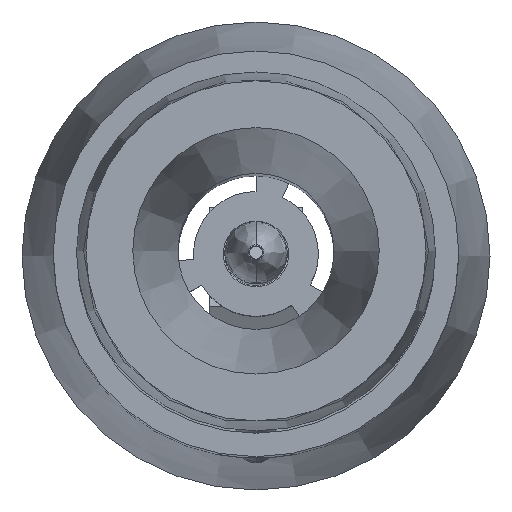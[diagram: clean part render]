
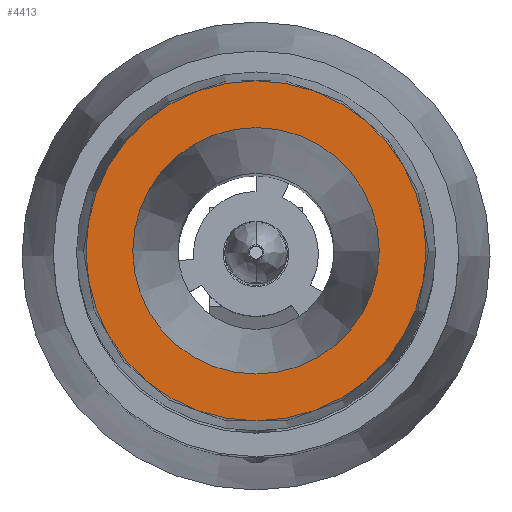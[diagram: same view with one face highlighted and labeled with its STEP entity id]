
A CAD part, top view. The second image highlights one B-rep face of the part: STEP entity #4413.
In plain terms, the highlighted planar face has unit normal (0, 0, 1).
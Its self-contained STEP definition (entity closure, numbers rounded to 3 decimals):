
#4258 = CONICAL_SURFACE('',#4259,5.,0.144);
#4259 = AXIS2_PLACEMENT_3D('',#4260,#4261,#4262);
#4260 = CARTESIAN_POINT('',(3.,-3.,108.));
#4261 = DIRECTION('',(0.,0.,1.));
#4262 = DIRECTION('',(1.,0.,0.));
#4327 = EDGE_CURVE('',#4328,#4328,#4330,.T.);
#4328 = VERTEX_POINT('',#4329);
#4329 = CARTESIAN_POINT('',(10.9,-3.,128.));
#4330 = SURFACE_CURVE('',#4331,(#4336,#4343),.PCURVE_S1.);
#4331 = CIRCLE('',#4332,7.9);
#4332 = AXIS2_PLACEMENT_3D('',#4333,#4334,#4335);
#4333 = CARTESIAN_POINT('',(3.,-3.,128.));
#4334 = DIRECTION('',(0.,0.,1.));
#4335 = DIRECTION('',(1.,0.,0.));
#4336 = PCURVE('',#4258,#4337);
#4337 = DEFINITIONAL_REPRESENTATION('',(#4338),#4342);
#4338 = LINE('',#4339,#4340);
#4339 = CARTESIAN_POINT('',(0.,20.));
#4340 = VECTOR('',#4341,1.);
#4341 = DIRECTION('',(1.,0.));
#4342 = ( GEOMETRIC_REPRESENTATION_CONTEXT(2) 
PARAMETRIC_REPRESENTATION_CONTEXT() REPRESENTATION_CONTEXT('2D SPACE',''
  ) );
#4343 = PCURVE('',#4344,#4349);
#4344 = PLANE('',#4345);
#4345 = AXIS2_PLACEMENT_3D('',#4346,#4347,#4348);
#4346 = CARTESIAN_POINT('',(3.,-3.,128.));
#4347 = DIRECTION('',(0.,0.,1.));
#4348 = DIRECTION('',(1.,0.,0.));
#4349 = DEFINITIONAL_REPRESENTATION('',(#4350),#4354);
#4350 = CIRCLE('',#4351,7.9);
#4351 = AXIS2_PLACEMENT_2D('',#4352,#4353);
#4352 = CARTESIAN_POINT('',(0.,0.));
#4353 = DIRECTION('',(1.,0.));
#4354 = ( GEOMETRIC_REPRESENTATION_CONTEXT(2) 
PARAMETRIC_REPRESENTATION_CONTEXT() REPRESENTATION_CONTEXT('2D SPACE',''
  ) );
#4402 = CONICAL_SURFACE('',#4403,11.5,0.03);
#4403 = AXIS2_PLACEMENT_3D('',#4404,#4405,#4406);
#4404 = CARTESIAN_POINT('',(3.,-3.,108.));
#4405 = DIRECTION('',(-0.,-0.,-1.));
#4406 = DIRECTION('',(1.,0.,0.));
#4413 = ADVANCED_FACE('',(#4414,#4440),#4344,.T.);
#4414 = FACE_BOUND('',#4415,.T.);
#4415 = EDGE_LOOP('',(#4416));
#4416 = ORIENTED_EDGE('',*,*,#4417,.T.);
#4417 = EDGE_CURVE('',#4418,#4418,#4420,.T.);
#4418 = VERTEX_POINT('',#4419);
#4419 = CARTESIAN_POINT('',(13.9,-3.,128.));
#4420 = SURFACE_CURVE('',#4421,(#4426,#4433),.PCURVE_S1.);
#4421 = CIRCLE('',#4422,10.9);
#4422 = AXIS2_PLACEMENT_3D('',#4423,#4424,#4425);
#4423 = CARTESIAN_POINT('',(3.,-3.,128.));
#4424 = DIRECTION('',(0.,0.,1.));
#4425 = DIRECTION('',(1.,0.,0.));
#4426 = PCURVE('',#4344,#4427);
#4427 = DEFINITIONAL_REPRESENTATION('',(#4428),#4432);
#4428 = CIRCLE('',#4429,10.9);
#4429 = AXIS2_PLACEMENT_2D('',#4430,#4431);
#4430 = CARTESIAN_POINT('',(0.,0.));
#4431 = DIRECTION('',(1.,0.));
#4432 = ( GEOMETRIC_REPRESENTATION_CONTEXT(2) 
PARAMETRIC_REPRESENTATION_CONTEXT() REPRESENTATION_CONTEXT('2D SPACE',''
  ) );
#4433 = PCURVE('',#4402,#4434);
#4434 = DEFINITIONAL_REPRESENTATION('',(#4435),#4439);
#4435 = LINE('',#4436,#4437);
#4436 = CARTESIAN_POINT('',(-0.,-20.));
#4437 = VECTOR('',#4438,1.);
#4438 = DIRECTION('',(-1.,-0.));
#4439 = ( GEOMETRIC_REPRESENTATION_CONTEXT(2) 
PARAMETRIC_REPRESENTATION_CONTEXT() REPRESENTATION_CONTEXT('2D SPACE',''
  ) );
#4440 = FACE_BOUND('',#4441,.T.);
#4441 = EDGE_LOOP('',(#4442));
#4442 = ORIENTED_EDGE('',*,*,#4327,.F.);
